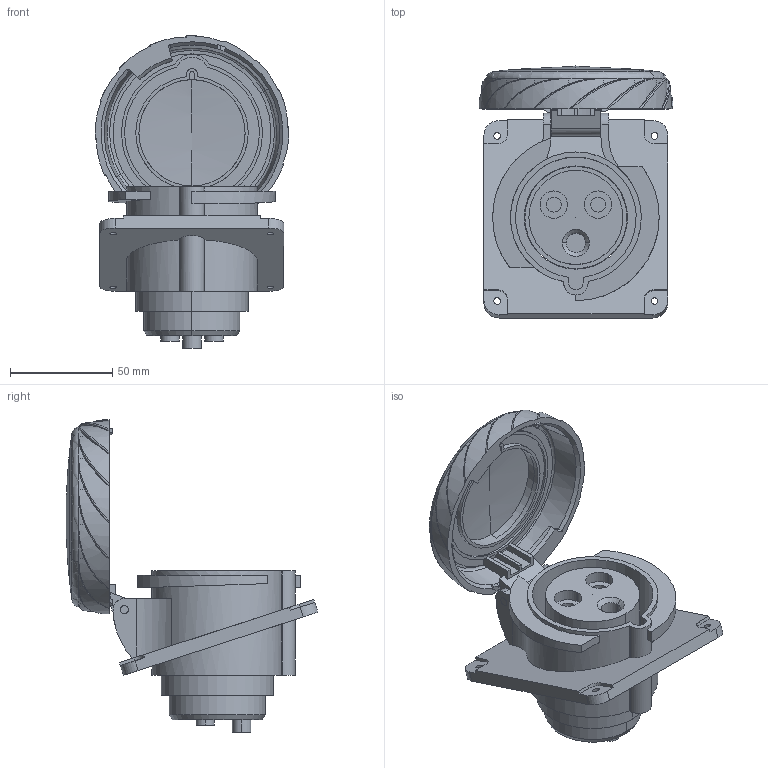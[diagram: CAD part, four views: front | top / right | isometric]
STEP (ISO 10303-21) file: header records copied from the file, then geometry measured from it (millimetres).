
FILE_DESCRIPTION((''),'2;1');
FILE_NAME('PKF32F723_3D-SIMPLIFIED_ASM','2023-02-14T12:46:08',('melanie.cordero'),(''),'CREO PARAMETRIC BY PTC INC, 2018260','CREO PARAMETRIC BY PTC INC, 2018260','');
FILE_SCHEMA(('CONFIG_CONTROL_DESIGN'));
Length unit declared in the file: millimetre
Products named in the file (6): PRT0003_1; PRT0003_2; PRT0003_3; PRT0003_4; PRT0003_5; PKF32F723_3D-SIMPLIFIED_ASM
Assembly tree (5 placements, depth 2):
  PKF32F723_3D-SIMPLIFIED_ASM
    PRT0003_1
    PRT0003_2
    PRT0003_3
    PRT0003_4
    PRT0003_5
Bounding box: 94.9 x 123.24 x 152.85 mm (x, y, z)
Volume: 242592.9 mm3; surface area: 92501.9 mm2
Topology: 5 solids, 5 shells, 351 faces, 956 edges, 630 vertices
Faces by surface type: cylinder 130, plane 113, bspline 74, torus 14, cone 12, sphere 8
Entity records: 16744 total; most frequent: CARTESIAN_POINT 8140, ORIENTED_EDGE 1896, DIRECTION 1635, EDGE_CURVE 948, AXIS2_PLACEMENT_3D 649, VERTEX_POINT 630, EDGE_LOOP 394, CIRCLE 361
